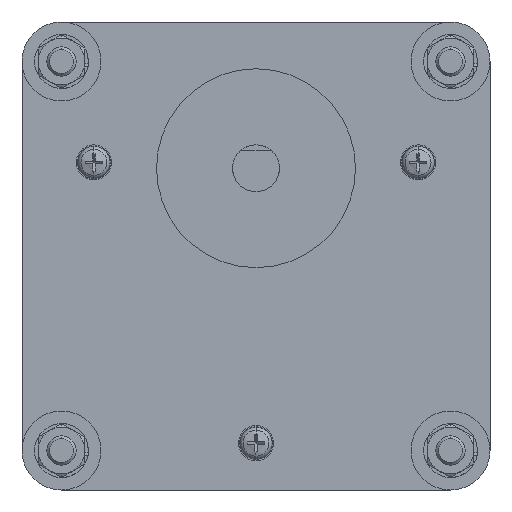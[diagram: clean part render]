
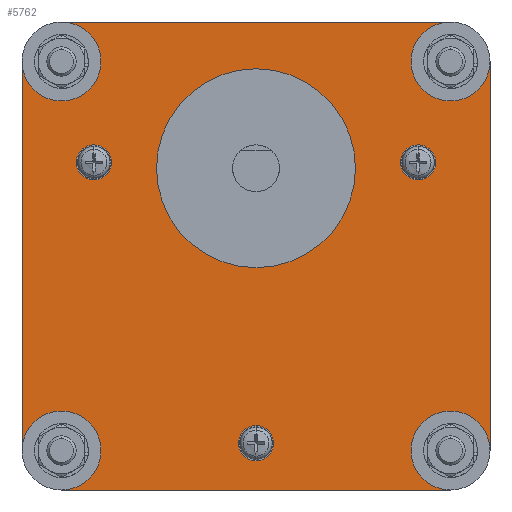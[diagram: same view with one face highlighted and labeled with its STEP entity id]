
A CAD part, left-side view. The second image highlights one B-rep face of the part: STEP entity #5762.
In plain terms, the highlighted planar face has unit normal (-1, 0, 0).
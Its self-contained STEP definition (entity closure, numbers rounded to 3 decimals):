
#5281=CARTESIAN_POINT('POINT1922',(0.5,
   0.,17.));
#5282=VERTEX_POINT('VERTEX1922',#5281);
#5289=CARTESIAN_POINT('POINT1923',(0.5,0.,
   -17.));
#5290=VERTEX_POINT('VERTEX1923',#5289);
#5291=CARTESIAN_POINT('POS2624',(0.5,0.,
   0.));
#5292=DIRECTION('DIR4070',(-1.,0.,0.));
#5293=DIRECTION('DIR4071',(0.,0.,1.));
#5294=AXIS2_PLACEMENT_3D('AXIS1447',#5291,#5292,#5293);
#5295=CIRCLE('ELLIPSE704',#5294,17.);
#5296=EDGE_CURVE('EDGE3166',#5282,#5290,#5295,.T.);
#5316=EDGE_CURVE('EDGE3168',#5290,#5282,#5295,.T.);
#5321=CARTESIAN_POINT('POINT1924',(0.5,
   25.115,-0.5));
#5322=VERTEX_POINT('VERTEX1924',#5321);
#5329=CARTESIAN_POINT('POINT1925',(0.5,
   30.311,2.5));
#5330=VERTEX_POINT('VERTEX1925',#5329);
#5331=CARTESIAN_POINT('POS2628',(0.5,
   27.713,1.));
#5332=DIRECTION('DIR4076',(1.,0.,
   0.));
#5333=DIRECTION('DIR4077',(0.,-0.866,
   -0.5));
#5334=AXIS2_PLACEMENT_3D('AXIS1449',#5331,#5332,#5333);
#5335=CIRCLE('ELLIPSE705',#5334,3.);
#5336=EDGE_CURVE('EDGE3170',#5330,#5322,#5335,.T.);
#5356=EDGE_CURVE('EDGE3172',#5322,#5330,#5335,.T.);
#5361=CARTESIAN_POINT('POINT1926',(0.5,
   -25.115,-0.5));
#5362=VERTEX_POINT('VERTEX1926',#5361);
#5369=CARTESIAN_POINT('POINT1927',(0.5,
   -30.311,2.5));
#5370=VERTEX_POINT('VERTEX1927',#5369);
#5371=CARTESIAN_POINT('POS2632',(0.5,
   -27.713,1.));
#5372=DIRECTION('DIR4082',(1.,0.,
   0.));
#5373=DIRECTION('DIR4083',(0.,0.866,
   -0.5));
#5374=AXIS2_PLACEMENT_3D('AXIS1451',#5371,#5372,#5373);
#5375=CIRCLE('ELLIPSE706',#5374,3.);
#5376=EDGE_CURVE('EDGE3174',#5370,#5362,#5375,.T.);
#5396=EDGE_CURVE('EDGE3176',#5362,#5370,#5375,.T.);
#5401=CARTESIAN_POINT('POINT1928',(0.5,0.,
   -44.));
#5402=VERTEX_POINT('VERTEX1928',#5401);
#5409=CARTESIAN_POINT('POINT1929',(0.5,
   0.,-50.));
#5410=VERTEX_POINT('VERTEX1929',#5409);
#5411=CARTESIAN_POINT('POS2636',(0.5,0.,
   -47.));
#5412=DIRECTION('DIR4088',(1.,0.,0.));
#5413=DIRECTION('DIR4089',(0.,0.,1.));
#5414=AXIS2_PLACEMENT_3D('AXIS1453',#5411,#5412,#5413);
#5415=CIRCLE('ELLIPSE707',#5414,3.);
#5416=EDGE_CURVE('EDGE3178',#5410,#5402,#5415,.T.);
#5436=EDGE_CURVE('EDGE3180',#5402,#5410,#5415,.T.);
#5476=CARTESIAN_POINT('POINT1932',(0.5,33.25,
   25.));
#5477=VERTEX_POINT('VERTEX1932',#5476);
#5485=CARTESIAN_POINT('POINT1933',(0.5,33.25,
   11.5));
#5486=VERTEX_POINT('VERTEX1933',#5485);
#5493=CARTESIAN_POINT('POS2643',(0.5,33.25,
   18.25));
#5494=DIRECTION('DIR4099',(1.,0.,0.));
#5495=DIRECTION('DIR4100',(0.,0.,-1.));
#5496=AXIS2_PLACEMENT_3D('AXIS1457',#5493,#5494,#5495);
#5497=CIRCLE('ELLIPSE709',#5496,6.75);
#5498=EDGE_CURVE('EDGE3185',#5477,#5486,#5497,.T.);
#5547=CARTESIAN_POINT('POINT1937',(0.5,40.,
   -48.25));
#5548=VERTEX_POINT('VERTEX1937',#5547);
#5556=CARTESIAN_POINT('POINT1938',(0.5,26.5,
   -48.25));
#5557=VERTEX_POINT('VERTEX1938',#5556);
#5564=CARTESIAN_POINT('POS2649',(0.5,33.25,
   -48.25));
#5565=DIRECTION('DIR4109',(1.,0.,0.));
#5566=DIRECTION('DIR4110',(0.,0.,-1.));
#5567=AXIS2_PLACEMENT_3D('AXIS1461',#5564,#5565,#5566);
#5568=CIRCLE('ELLIPSE711',#5567,6.75);
#5569=EDGE_CURVE('EDGE3191',#5548,#5557,#5568,.T.);
#5614=CARTESIAN_POINT('POINT1941',(0.5,-33.25,
   -55.));
#5615=VERTEX_POINT('VERTEX1941',#5614);
#5623=CARTESIAN_POINT('POINT1942',(0.5,-33.25,
   -41.5));
#5624=VERTEX_POINT('VERTEX1942',#5623);
#5631=CARTESIAN_POINT('POS2655',(0.5,-33.25,
   -48.25));
#5632=DIRECTION('DIR4119',(1.,0.,0.));
#5633=DIRECTION('DIR4120',(0.,0.,-1.));
#5634=AXIS2_PLACEMENT_3D('AXIS1465',#5631,#5632,#5633);
#5635=CIRCLE('ELLIPSE713',#5634,6.75);
#5636=EDGE_CURVE('EDGE3196',#5615,#5624,#5635,.T.);
#5685=ORIENTED_EDGE('COEDGE6399',*,*,#5569,.T.);
#5686=CARTESIAN_POINT('POINT1946',(0.5,33.25,
   -55.));
#5687=VERTEX_POINT('VERTEX1946',#5686);
#5688=EDGE_CURVE('EDGE3200',#5557,#5687,#5568,.T.);
#5689=ORIENTED_EDGE('COEDGE6400',*,*,#5688,.T.);
#5690=CARTESIAN_POINT('POS2659',(0.5,33.25,
   -55.));
#5691=DIRECTION('DIR4127',(0.,-1.,0.));
#5692=VECTOR('VEC1191',#5691,1.);
#5693=LINE('STRAIGHT1191',#5690,#5692);
#5694=EDGE_CURVE('EDGE3201',#5687,#5615,#5693,.T.);
#5695=ORIENTED_EDGE('COEDGE6401',*,*,#5694,.T.);
#5696=ORIENTED_EDGE('COEDGE6402',*,*,#5636,.T.);
#5697=CARTESIAN_POINT('POINT1947',(0.5,-40.,
   -48.25));
#5698=VERTEX_POINT('VERTEX1947',#5697);
#5699=EDGE_CURVE('EDGE3202',#5624,#5698,#5635,.T.);
#5700=ORIENTED_EDGE('COEDGE6403',*,*,#5699,.T.);
#5701=CARTESIAN_POINT('POINT1948',(0.5,-40.,
   18.25));
#5702=VERTEX_POINT('VERTEX1948',#5701);
#5703=CARTESIAN_POINT('POS2660',(0.5,-40.,-15.));
#5704=DIRECTION('DIR4128',(0.,0.,1.));
#5705=VECTOR('VEC1192',#5704,1.);
#5706=LINE('STRAIGHT1192',#5703,#5705);
#5707=EDGE_CURVE('EDGE3203',#5698,#5702,#5706,.T.);
#5708=ORIENTED_EDGE('COEDGE6404',*,*,#5707,.T.);
#5709=CARTESIAN_POINT('POINT1949',(0.5,-26.5,
   18.25));
#5710=VERTEX_POINT('VERTEX1949',#5709);
#5711=CARTESIAN_POINT('POS2661',(0.5,-33.25,
   18.25));
#5712=DIRECTION('DIR4129',(1.,0.,0.));
#5713=DIRECTION('DIR4130',(0.,0.,-1.));
#5714=AXIS2_PLACEMENT_3D('AXIS1469',#5711,#5712,#5713);
#5715=CIRCLE('ELLIPSE715',#5714,6.75);
#5716=EDGE_CURVE('EDGE3204',#5702,#5710,#5715,.T.);
#5717=ORIENTED_EDGE('COEDGE6405',*,*,#5716,.T.);
#5718=CARTESIAN_POINT('POINT1950',(0.5,-33.25,
   25.));
#5719=VERTEX_POINT('VERTEX1950',#5718);
#5720=EDGE_CURVE('EDGE3205',#5710,#5719,#5715,.T.);
#5721=ORIENTED_EDGE('COEDGE6406',*,*,#5720,.T.);
#5722=CARTESIAN_POINT('POS2662',(0.5,-33.25,
   25.));
#5723=DIRECTION('DIR4131',(0.,1.,0.));
#5724=VECTOR('VEC1193',#5723,1.);
#5725=LINE('STRAIGHT1193',#5722,#5724);
#5726=EDGE_CURVE('EDGE3206',#5719,#5477,#5725,.T.);
#5727=ORIENTED_EDGE('COEDGE6407',*,*,#5726,.T.);
#5728=ORIENTED_EDGE('COEDGE6408',*,*,#5498,.T.);
#5729=CARTESIAN_POINT('POINT1951',(0.5,40.,
   18.25));
#5730=VERTEX_POINT('VERTEX1951',#5729);
#5731=EDGE_CURVE('EDGE3207',#5486,#5730,#5497,.T.);
#5732=ORIENTED_EDGE('COEDGE6409',*,*,#5731,.T.);
#5733=CARTESIAN_POINT('POS2663',(0.5,40.,
   18.25));
#5734=DIRECTION('DIR4132',(0.,0.,-1.));
#5735=VECTOR('VEC1194',#5734,1.);
#5736=LINE('STRAIGHT1194',#5733,#5735);
#5737=EDGE_CURVE('EDGE3208',#5730,#5548,#5736,.T.);
#5738=ORIENTED_EDGE('COEDGE6410',*,*,#5737,.T.);
#5739=EDGE_LOOP('NONE',(#5685,#5689,#5695,#5696,#5700,#5708,#5717,#5721,
   #5727,#5728,#5732,#5738));
#5740=FACE_BOUND('LOOP1',#5739,.T.);
#5741=ORIENTED_EDGE('COEDGE6411',*,*,#5436,.T.);
#5742=ORIENTED_EDGE('COEDGE6412',*,*,#5416,.T.);
#5743=EDGE_LOOP('NONE',(#5741,#5742));
#5744=FACE_BOUND('LOOP1',#5743,.T.);
#5745=ORIENTED_EDGE('COEDGE6413',*,*,#5396,.T.);
#5746=ORIENTED_EDGE('COEDGE6414',*,*,#5376,.T.);
#5747=EDGE_LOOP('NONE',(#5745,#5746));
#5748=FACE_BOUND('LOOP1',#5747,.T.);
#5749=ORIENTED_EDGE('COEDGE6415',*,*,#5356,.T.);
#5750=ORIENTED_EDGE('COEDGE6416',*,*,#5336,.T.);
#5751=EDGE_LOOP('NONE',(#5749,#5750));
#5752=FACE_BOUND('LOOP1',#5751,.T.);
#5753=ORIENTED_EDGE('COEDGE6417',*,*,#5316,.F.);
#5754=ORIENTED_EDGE('COEDGE6418',*,*,#5296,.F.);
#5755=EDGE_LOOP('NONE',(#5753,#5754));
#5756=FACE_BOUND('LOOP1',#5755,.T.);
#5757=CARTESIAN_POINT('POS2664',(0.5,0.,
   -15.));
#5758=DIRECTION('DIR4133',(1.,0.,0.));
#5759=DIRECTION('DIR4134',(0.,1.,0.));
#5760=AXIS2_PLACEMENT_3D('AXIS1470',#5757,#5758,#5759);
#5761=PLANE('PLANE427',#5760);
#5762=ADVANCED_FACE('FACE1403',(#5740,#5744,#5748,#5752,#5756),#5761,.F.
   );
